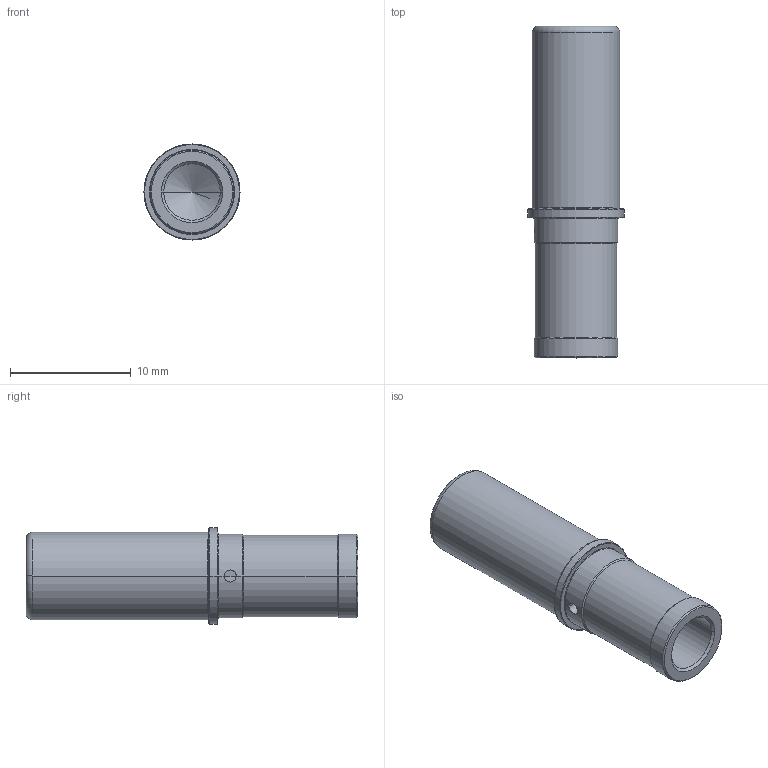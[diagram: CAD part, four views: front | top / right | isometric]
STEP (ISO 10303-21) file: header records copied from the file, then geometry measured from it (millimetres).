
FILE_DESCRIPTION((''),'2;1');
FILE_NAME('00170478003','2020-09-17T',('presta_be4'),(''),'CREO PARAMETRIC BY PTC INC, 2018360','CREO PARAMETRIC BY PTC INC, 2018360','');
FILE_SCHEMA(('CONFIG_CONTROL_DESIGN'));
Length unit declared in the file: millimetre
Products named in the file (1): 00170478003
Bounding box: 7.97 x 27.5 x 7.97 mm (x, y, z)
Volume: 594.5 mm3; surface area: 1186.2 mm2
Topology: 1 solids, 1 shells, 202 faces, 702 edges, 454 vertices
Faces by surface type: plane 102, bspline 52, cylinder 24, cone 14, torus 10
Entity records: 10296 total; most frequent: CARTESIAN_POINT 4660, ORIENTED_EDGE 1396, DIRECTION 968, EDGE_CURVE 698, VERTEX_POINT 454, AXIS2_PLACEMENT_3D 412, B_SPLINE_CURVE_WITH_KNOTS 292, CIRCLE 262
